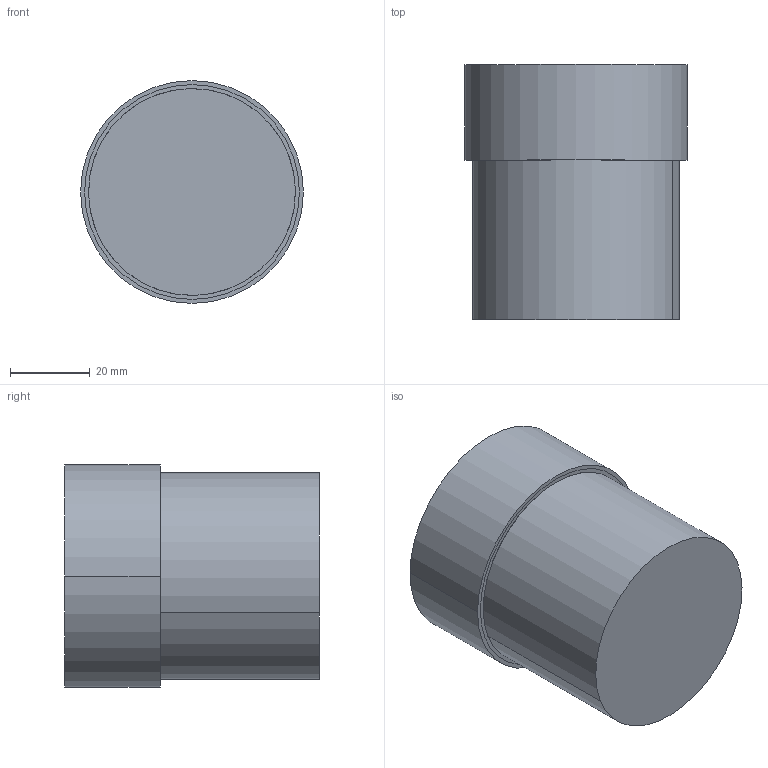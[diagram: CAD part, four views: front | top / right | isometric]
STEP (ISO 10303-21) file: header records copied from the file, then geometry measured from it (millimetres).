
FILE_DESCRIPTION (( 'STEP AP214' ), '1' );
FILE_NAME ('Q1_Draft.STEP', '2021-06-20T12:13:49', ( '' ), ( '' ), 'SwSTEP 2.0', 'SolidWorks 2019', '' );
FILE_SCHEMA (( 'AUTOMOTIVE_DESIGN' ));
Length unit declared in the file: metre
Products named in the file (7): PlasticCover_Upper; PlasticCover_Lower; Upper_Draft; SteelBase_Lower; Lower_Draft; Q1_Draft; SteelBase_Upper
Assembly tree (6 placements, depth 3):
  Q1_Draft
    Lower_Draft
      PlasticCover_Lower
      SteelBase_Lower
    Upper_Draft
      PlasticCover_Upper
      SteelBase_Upper
Bounding box: 56 x 64 x 56 mm (x, y, z)
Volume: 142185.7 mm3; surface area: 54193.3 mm2
Topology: 4 solids, 4 shells, 67 faces, 155 edges, 102 vertices
Faces by surface type: plane 42, cylinder 25
Entity records: 2173 total; most frequent: DIRECTION 377, CARTESIAN_POINT 335, ORIENTED_EDGE 310, EDGE_CURVE 155, AXIS2_PLACEMENT_3D 144, VERTEX_POINT 102, VECTOR 89, LINE 89
